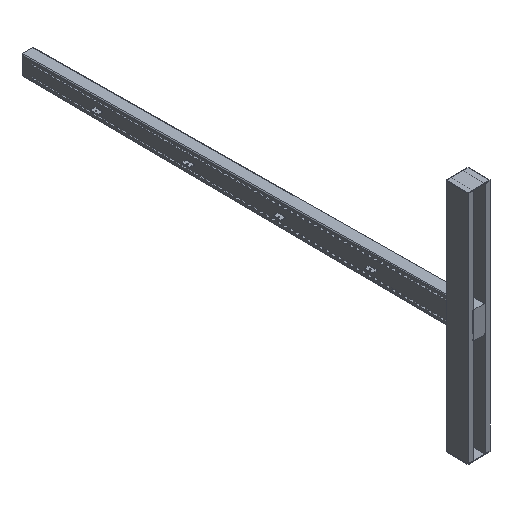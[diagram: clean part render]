
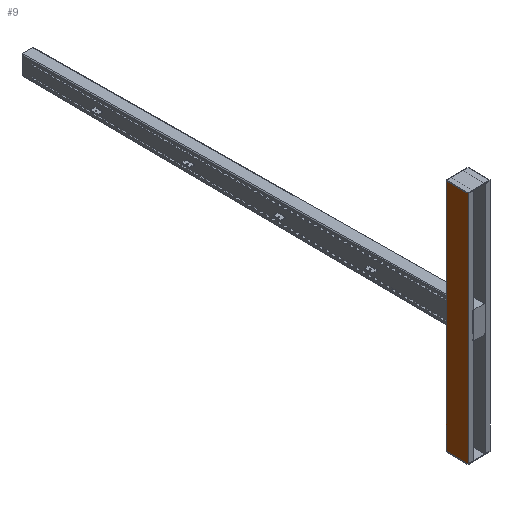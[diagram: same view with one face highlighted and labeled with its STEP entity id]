
A CAD part, isometric view. The second image highlights one B-rep face of the part: STEP entity #9.
In plain terms, the highlighted planar face has unit normal (-1, 0, 0).
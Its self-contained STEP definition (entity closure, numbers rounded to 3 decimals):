
#9 = ADVANCED_FACE ( 'NONE', ( #13807 ), #8511, .F. ) ;
#3065 = CARTESIAN_POINT ( 'NONE',  ( -137.5, 275., -1465. ) ) ;
#3411 = LINE ( 'NONE', #10071, #14121 ) ;
#3528 = DIRECTION ( 'NONE',  ( 0., -1., 0. ) ) ;
#3736 = CARTESIAN_POINT ( 'NONE',  ( -137.5, 0., 1465. ) ) ;
#3844 = CARTESIAN_POINT ( 'NONE',  ( -137.5, 0., 1465. ) ) ;
#4122 = CARTESIAN_POINT ( 'NONE',  ( -137.5, 275., 1465. ) ) ;
#4339 = EDGE_LOOP ( 'NONE', ( #6618, #16448, #14619, #7990 ) ) ;
#5742 = VECTOR ( 'NONE', #17521, 1000. ) ;
#6618 = ORIENTED_EDGE ( 'NONE', *, *, #10628, .T. ) ;
#6842 = DIRECTION ( 'NONE',  ( 0., 0., -1. ) ) ;
#7573 = CARTESIAN_POINT ( 'NONE',  ( -137.5, 275., 1465. ) ) ;
#7603 = LINE ( 'NONE', #3844, #15230 ) ;
#7990 = ORIENTED_EDGE ( 'NONE', *, *, #13847, .T. ) ;
#8511 = PLANE ( 'NONE',  #16278 ) ;
#9171 = CARTESIAN_POINT ( 'NONE',  ( -137.5, 0., 1465. ) ) ;
#9422 = VERTEX_POINT ( 'NONE', #3065 ) ;
#10071 = CARTESIAN_POINT ( 'NONE',  ( -137.5, 0., -1465. ) ) ;
#10628 = EDGE_CURVE ( 'NONE', #9422, #15463, #3411, .T. ) ;
#10732 = EDGE_CURVE ( 'NONE', #15743, #18562, #7603, .T. ) ;
#11578 = CARTESIAN_POINT ( 'NONE',  ( -137.5, 0., 1465. ) ) ;
#12446 = LINE ( 'NONE', #7573, #5742 ) ;
#12479 = DIRECTION ( 'NONE',  ( 0., -1., 0. ) ) ;
#12614 = EDGE_CURVE ( 'NONE', #18562, #15463, #18753, .T. ) ;
#13127 = VECTOR ( 'NONE', #13235, 1000. ) ;
#13235 = DIRECTION ( 'NONE',  ( 0., 0., -1. ) ) ;
#13807 = FACE_OUTER_BOUND ( 'NONE', #4339, .T. ) ;
#13847 = EDGE_CURVE ( 'NONE', #15743, #9422, #12446, .T. ) ;
#14121 = VECTOR ( 'NONE', #3528, 1000. ) ;
#14619 = ORIENTED_EDGE ( 'NONE', *, *, #10732, .F. ) ;
#15230 = VECTOR ( 'NONE', #12479, 1000. ) ;
#15463 = VERTEX_POINT ( 'NONE', #18302 ) ;
#15743 = VERTEX_POINT ( 'NONE', #4122 ) ;
#16278 = AXIS2_PLACEMENT_3D ( 'NONE', #3736, #20532, #6842 ) ;
#16448 = ORIENTED_EDGE ( 'NONE', *, *, #12614, .F. ) ;
#17521 = DIRECTION ( 'NONE',  ( 0., 0., -1. ) ) ;
#18302 = CARTESIAN_POINT ( 'NONE',  ( -137.5, 0., -1465. ) ) ;
#18562 = VERTEX_POINT ( 'NONE', #9171 ) ;
#18753 = LINE ( 'NONE', #11578, #13127 ) ;
#20532 = DIRECTION ( 'NONE',  ( 1., 0., 0. ) ) ;
